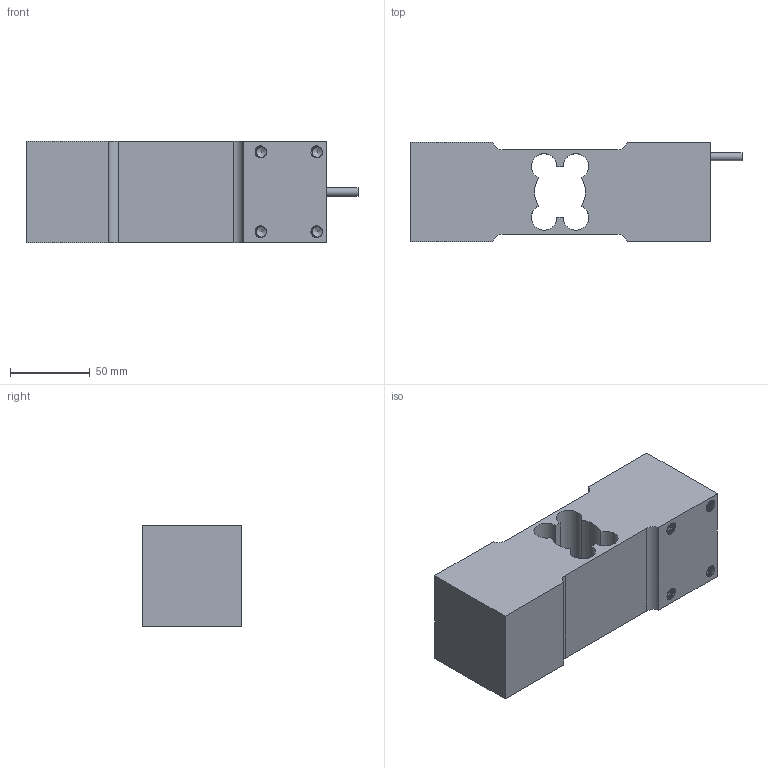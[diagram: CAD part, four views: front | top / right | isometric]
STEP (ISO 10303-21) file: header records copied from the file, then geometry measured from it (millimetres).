
FILE_DESCRIPTION(/* description */ (''),/* implementation_level */ '2;1');
FILE_NAME(/* name */ '108MAUN-(50-660)kg v2.step',/* time_stamp */ '2020-01-28T10:36:27-08:00',/* author */ (''),/* organization */ (''),/* preprocessor_version */ 'ST-DEVELOPER v18',/* originating_system */ 'Autodesk Translation Framework v8.12.0.6',/* authorisation */ '');
FILE_SCHEMA (('AUTOMOTIVE_DESIGN { 1 0 10303 214 3 1 1 }'));
Length unit declared in the file: millimetre
Products named in the file (1): 108MAUN-(50-660)kg
Bounding box: 208 x 62.3 x 63.5 mm (x, y, z)
Volume: 601678.9 mm3; surface area: 69774 mm2
Topology: 1 solids, 1 shells, 360 faces, 927 edges, 570 vertices
Faces by surface type: cylinder 317, plane 19, bspline 16, cone 8
Full cylindrical faces by diameter (mm): 5.1 x1, 6.566 x136, 7.938 x136
Entity records: 25246 total; most frequent: CARTESIAN_POINT 17578, ORIENTED_EDGE 1838, DIRECTION 1171, EDGE_CURVE 919, VERTEX_POINT 570, B_SPLINE_CURVE_WITH_KNOTS 512, AXIS2_PLACEMENT_3D 419, EDGE_LOOP 371
